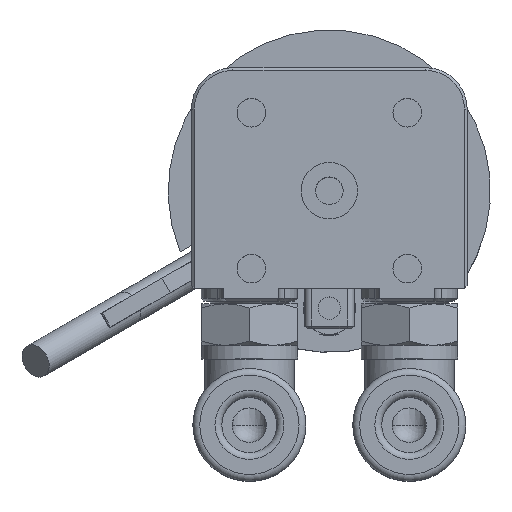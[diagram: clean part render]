
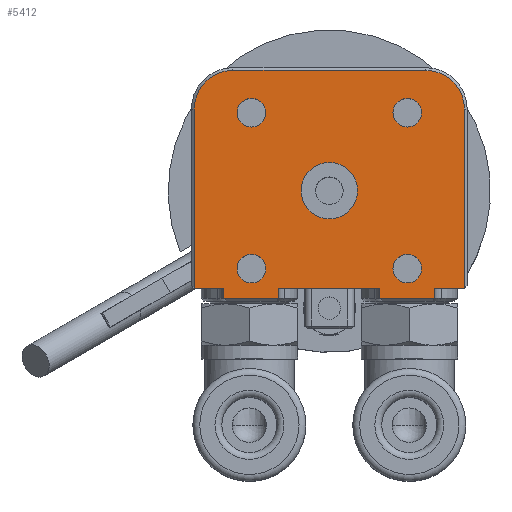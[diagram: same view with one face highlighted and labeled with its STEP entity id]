
A CAD part, top view. The second image highlights one B-rep face of the part: STEP entity #5412.
In plain terms, the highlighted planar face has unit normal (0, 0, 1).
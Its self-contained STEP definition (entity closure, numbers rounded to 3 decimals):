
#489=FACE_BOUND('',#1071,.T.);
#490=FACE_BOUND('',#1072,.T.);
#491=FACE_BOUND('',#1073,.T.);
#492=FACE_BOUND('',#1074,.T.);
#493=FACE_BOUND('',#1075,.T.);
#706=FACE_OUTER_BOUND('',#1070,.T.);
#1070=EDGE_LOOP('',(#4468,#4469,#4470,#4471,#4472,#4473,#4474,#4475,#4476,
#4477,#4478,#4479,#4480,#4481));
#1071=EDGE_LOOP('',(#4482));
#1072=EDGE_LOOP('',(#4483));
#1073=EDGE_LOOP('',(#4484));
#1074=EDGE_LOOP('',(#4485));
#1075=EDGE_LOOP('',(#4486));
#1437=CIRCLE('',#5989,2.8);
#1438=CIRCLE('',#5990,2.8);
#1439=CIRCLE('',#5991,1.038);
#1440=CIRCLE('',#5992,1.038);
#1441=CIRCLE('',#5993,1.038);
#1442=CIRCLE('',#5994,1.038);
#1443=CIRCLE('',#5995,2.05);
#1707=LINE('',#10296,#2020);
#1708=LINE('',#10298,#2021);
#1709=LINE('',#10300,#2022);
#1710=LINE('',#10302,#2023);
#1711=LINE('',#10304,#2024);
#1712=LINE('',#10306,#2025);
#1713=LINE('',#10308,#2026);
#1714=LINE('',#10310,#2027);
#1715=LINE('',#10312,#2028);
#1716=LINE('',#10316,#2029);
#1717=LINE('',#10320,#2030);
#1718=LINE('',#10321,#2031);
#2020=VECTOR('',#7216,1000.);
#2021=VECTOR('',#7217,1000.);
#2022=VECTOR('',#7218,1000.);
#2023=VECTOR('',#7219,1000.);
#2024=VECTOR('',#7220,1000.);
#2025=VECTOR('',#7221,1000.);
#2026=VECTOR('',#7222,1000.);
#2027=VECTOR('',#7223,1000.);
#2028=VECTOR('',#7224,1000.);
#2029=VECTOR('',#7227,1000.);
#2030=VECTOR('',#7230,1000.);
#2031=VECTOR('',#7231,1000.);
#2486=VERTEX_POINT('',#10294);
#2487=VERTEX_POINT('',#10295);
#2488=VERTEX_POINT('',#10297);
#2489=VERTEX_POINT('',#10299);
#2490=VERTEX_POINT('',#10301);
#2491=VERTEX_POINT('',#10303);
#2492=VERTEX_POINT('',#10305);
#2493=VERTEX_POINT('',#10307);
#2494=VERTEX_POINT('',#10309);
#2495=VERTEX_POINT('',#10311);
#2496=VERTEX_POINT('',#10313);
#2497=VERTEX_POINT('',#10315);
#2498=VERTEX_POINT('',#10317);
#2499=VERTEX_POINT('',#10319);
#2500=VERTEX_POINT('',#10322);
#2501=VERTEX_POINT('',#10324);
#2502=VERTEX_POINT('',#10326);
#2503=VERTEX_POINT('',#10328);
#2504=VERTEX_POINT('',#10330);
#3171=EDGE_CURVE('',#2486,#2487,#1707,.T.);
#3172=EDGE_CURVE('',#2486,#2488,#1708,.T.);
#3173=EDGE_CURVE('',#2488,#2489,#1709,.T.);
#3174=EDGE_CURVE('',#2490,#2489,#1710,.T.);
#3175=EDGE_CURVE('',#2491,#2490,#1711,.T.);
#3176=EDGE_CURVE('',#2491,#2492,#1712,.T.);
#3177=EDGE_CURVE('',#2492,#2493,#1713,.T.);
#3178=EDGE_CURVE('',#2494,#2493,#1714,.T.);
#3179=EDGE_CURVE('',#2495,#2494,#1715,.T.);
#3180=EDGE_CURVE('',#2496,#2495,#1437,.T.);
#3181=EDGE_CURVE('',#2497,#2496,#1716,.T.);
#3182=EDGE_CURVE('',#2498,#2497,#1438,.T.);
#3183=EDGE_CURVE('',#2499,#2498,#1717,.T.);
#3184=EDGE_CURVE('',#2487,#2499,#1718,.T.);
#3185=EDGE_CURVE('',#2500,#2500,#1439,.F.);
#3186=EDGE_CURVE('',#2501,#2501,#1440,.F.);
#3187=EDGE_CURVE('',#2502,#2502,#1441,.F.);
#3188=EDGE_CURVE('',#2503,#2503,#1442,.F.);
#3189=EDGE_CURVE('',#2504,#2504,#1443,.T.);
#4468=ORIENTED_EDGE('',*,*,#3171,.F.);
#4469=ORIENTED_EDGE('',*,*,#3172,.T.);
#4470=ORIENTED_EDGE('',*,*,#3173,.T.);
#4471=ORIENTED_EDGE('',*,*,#3174,.F.);
#4472=ORIENTED_EDGE('',*,*,#3175,.F.);
#4473=ORIENTED_EDGE('',*,*,#3176,.T.);
#4474=ORIENTED_EDGE('',*,*,#3177,.T.);
#4475=ORIENTED_EDGE('',*,*,#3178,.F.);
#4476=ORIENTED_EDGE('',*,*,#3179,.F.);
#4477=ORIENTED_EDGE('',*,*,#3180,.F.);
#4478=ORIENTED_EDGE('',*,*,#3181,.F.);
#4479=ORIENTED_EDGE('',*,*,#3182,.F.);
#4480=ORIENTED_EDGE('',*,*,#3183,.F.);
#4481=ORIENTED_EDGE('',*,*,#3184,.F.);
#4482=ORIENTED_EDGE('',*,*,#3185,.F.);
#4483=ORIENTED_EDGE('',*,*,#3186,.F.);
#4484=ORIENTED_EDGE('',*,*,#3187,.F.);
#4485=ORIENTED_EDGE('',*,*,#3188,.F.);
#4486=ORIENTED_EDGE('',*,*,#3189,.F.);
#5154=PLANE('',#5988);
#5412=ADVANCED_FACE('',(#706,#489,#490,#491,#492,#493),#5154,.T.);
#5988=AXIS2_PLACEMENT_3D('',#10293,#7214,#7215);
#5989=AXIS2_PLACEMENT_3D('',#10314,#7225,#7226);
#5990=AXIS2_PLACEMENT_3D('',#10318,#7228,#7229);
#5991=AXIS2_PLACEMENT_3D('',#10323,#7232,#7233);
#5992=AXIS2_PLACEMENT_3D('',#10325,#7234,#7235);
#5993=AXIS2_PLACEMENT_3D('',#10327,#7236,#7237);
#5994=AXIS2_PLACEMENT_3D('',#10329,#7238,#7239);
#5995=AXIS2_PLACEMENT_3D('',#10331,#7240,#7241);
#7214=DIRECTION('center_axis',(0.,0.,1.));
#7215=DIRECTION('ref_axis',(-1.,0.,0.));
#7216=DIRECTION('',(0.,1.,0.));
#7217=DIRECTION('',(1.,0.,0.));
#7218=DIRECTION('',(0.,1.,0.));
#7219=DIRECTION('',(-1.,0.,0.));
#7220=DIRECTION('',(0.,1.,0.));
#7221=DIRECTION('',(1.,0.,0.));
#7222=DIRECTION('',(0.,1.,0.));
#7223=DIRECTION('',(-1.,0.,0.));
#7224=DIRECTION('',(0.,-1.,0.));
#7225=DIRECTION('center_axis',(0.,0.,-1.));
#7226=DIRECTION('ref_axis',(1.,0.,0.));
#7227=DIRECTION('',(1.,0.,0.));
#7228=DIRECTION('center_axis',(0.,0.,-1.));
#7229=DIRECTION('ref_axis',(0.,1.,0.));
#7230=DIRECTION('',(0.,1.,0.));
#7231=DIRECTION('',(-1.,0.,0.));
#7232=DIRECTION('center_axis',(0.,0.,-1.));
#7233=DIRECTION('ref_axis',(-1.,0.,0.));
#7234=DIRECTION('center_axis',(0.,0.,-1.));
#7235=DIRECTION('ref_axis',(-1.,0.,0.));
#7236=DIRECTION('center_axis',(0.,0.,-1.));
#7237=DIRECTION('ref_axis',(-1.,0.,0.));
#7238=DIRECTION('center_axis',(0.,0.,-1.));
#7239=DIRECTION('ref_axis',(-1.,0.,0.));
#7240=DIRECTION('center_axis',(0.,0.,1.));
#7241=DIRECTION('ref_axis',(-1.,0.,0.));
#10293=CARTESIAN_POINT('Origin',(0.,-1.075,57.));
#10294=CARTESIAN_POINT('',(-7.655,-7.805,57.));
#10295=CARTESIAN_POINT('',(-7.655,-7.075,57.));
#10296=CARTESIAN_POINT('',(-7.655,-8.005,57.));
#10297=CARTESIAN_POINT('',(-3.655,-7.805,57.));
#10298=CARTESIAN_POINT('',(-3.655,-7.805,57.));
#10299=CARTESIAN_POINT('',(-3.655,-7.075,57.));
#10300=CARTESIAN_POINT('',(-3.655,-8.005,57.));
#10301=CARTESIAN_POINT('',(3.655,-7.075,57.));
#10302=CARTESIAN_POINT('',(0.,-7.075,57.));
#10303=CARTESIAN_POINT('',(3.655,-7.805,57.));
#10304=CARTESIAN_POINT('',(3.655,-8.005,57.));
#10305=CARTESIAN_POINT('',(7.655,-7.805,57.));
#10306=CARTESIAN_POINT('',(7.655,-7.805,57.));
#10307=CARTESIAN_POINT('',(7.655,-7.075,57.));
#10308=CARTESIAN_POINT('',(7.655,-8.005,57.));
#10309=CARTESIAN_POINT('',(9.8,-7.075,57.));
#10310=CARTESIAN_POINT('',(0.,-7.075,57.));
#10311=CARTESIAN_POINT('',(9.8,5.925,57.));
#10312=CARTESIAN_POINT('',(9.8,2.425,57.));
#10313=CARTESIAN_POINT('',(7.,8.725,57.));
#10314=CARTESIAN_POINT('Origin',(7.,5.925,57.));
#10315=CARTESIAN_POINT('',(-7.,8.725,57.));
#10316=CARTESIAN_POINT('',(-3.5,8.725,57.));
#10317=CARTESIAN_POINT('',(-9.8,5.925,57.));
#10318=CARTESIAN_POINT('Origin',(-7.,5.925,57.));
#10319=CARTESIAN_POINT('',(-9.8,-7.075,57.));
#10320=CARTESIAN_POINT('',(-9.8,-2.954,57.));
#10321=CARTESIAN_POINT('',(0.,-7.075,57.));
#10322=CARTESIAN_POINT('',(-4.619,-5.657,57.));
#10323=CARTESIAN_POINT('Origin',(-5.657,-5.657,57.));
#10324=CARTESIAN_POINT('',(-4.619,5.657,57.));
#10325=CARTESIAN_POINT('Origin',(-5.657,5.657,57.));
#10326=CARTESIAN_POINT('',(6.695,5.657,57.));
#10327=CARTESIAN_POINT('Origin',(5.657,5.657,57.));
#10328=CARTESIAN_POINT('',(6.695,-5.657,57.));
#10329=CARTESIAN_POINT('Origin',(5.657,-5.657,57.));
#10330=CARTESIAN_POINT('',(2.05,0.,57.));
#10331=CARTESIAN_POINT('Origin',(0.,0.,57.));
